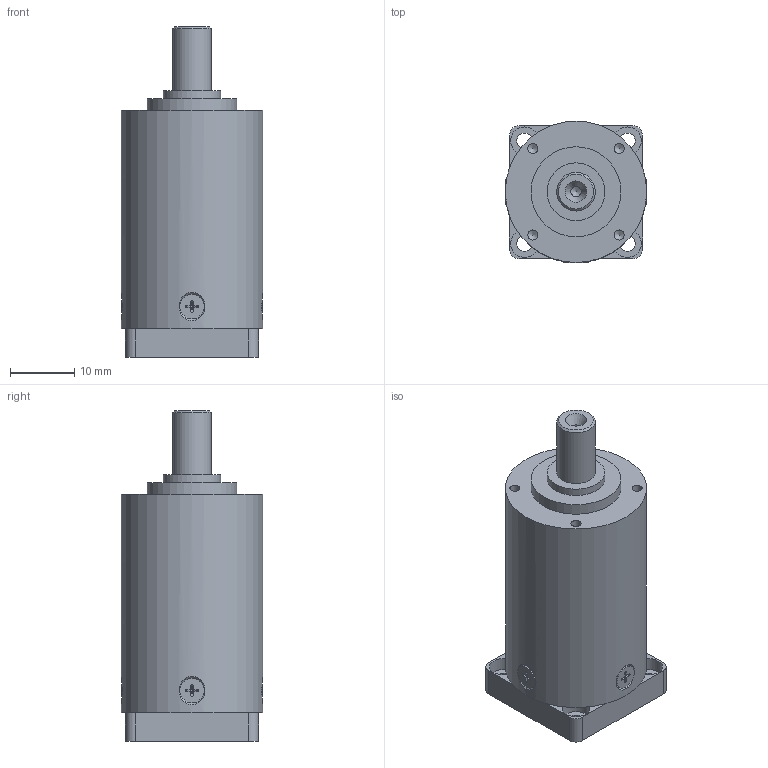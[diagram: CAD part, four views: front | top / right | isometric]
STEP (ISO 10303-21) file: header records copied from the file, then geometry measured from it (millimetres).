
FILE_DESCRIPTION(/* description */ (''),/* implementation_level */ '2;1');
FILE_NAME(/* name */ 'GPLE22_2S_NEMA8.stp',/* time_stamp */ '2015-07-01T08:01:26+02:00',/* author */ ('schneid_a'),/* organization */ (''),/* preprocessor_version */ 'ST-DEVELOPER v16.1',/* originating_system */ 'Autodesk Inventor 2016',/* authorisation */ '');
FILE_SCHEMA (('AUTOMOTIVE_DESIGN { 1 0 10303 214 3 1 1 }'));
Length unit declared in the file: centimetre
Products named in the file (1): GPLE22_2S_NEMA8
Bounding box: 22 x 22 x 51.45 mm (x, y, z)
Volume: 14155.1 mm3; surface area: 6053.3 mm2
Topology: 6 solids, 6 shells, 182 faces, 465 edges, 301 vertices
Faces by surface type: cone 59, plane 58, cylinder 45, torus 20
Full cylindrical faces by diameter (mm): 1.567 x8, 1.6 x1, 1.755 x4, 2 x4, 2.4 x8, 3.8 x4, 4.3 x4, 6 x1, 9 x1, 10.5 x1, 14 x1, 15 x1, 17.45 x1, 17.5 x1, 22 x1
Entity records: 6003 total; most frequent: CARTESIAN_POINT 1871, DIRECTION 782, ORIENTED_EDGE 736, EDGE_CURVE 368, AXIS2_PLACEMENT_3D 335, EDGE_LOOP 290, VERTEX_POINT 280, STYLED_ITEM 188
